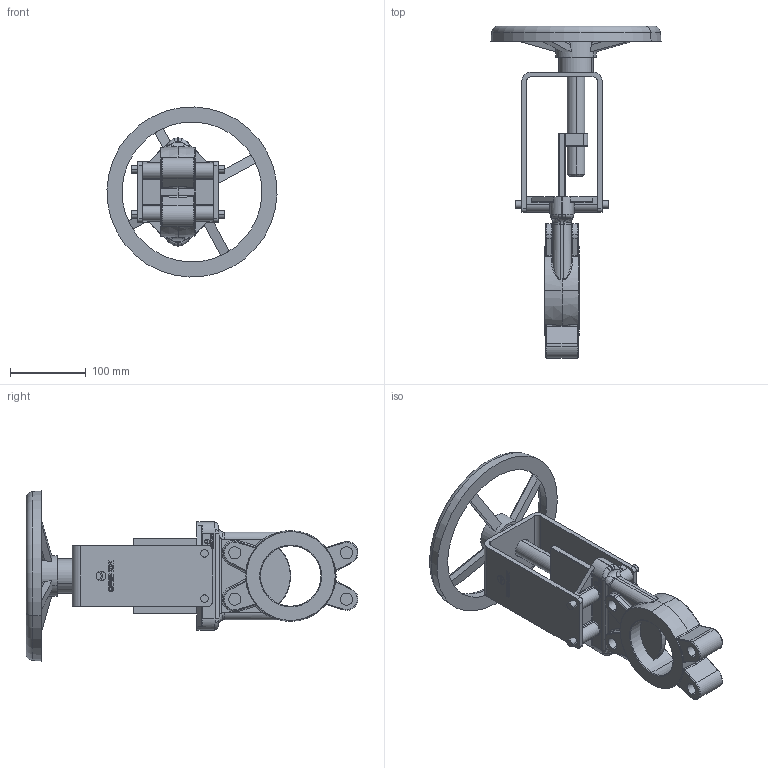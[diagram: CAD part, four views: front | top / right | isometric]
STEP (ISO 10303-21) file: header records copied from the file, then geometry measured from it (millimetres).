
FILE_DESCRIPTION (( 'STEP AP214' ), '1' );
FILE_NAME ('EB80_acci._volante HNA.STEP', '2008-11-17T14:13:17', ( 'user' ), ( '' ), 'SwSTEP 2.0', 'SolidWorks 2007', '' );
FILE_SCHEMA (( 'AUTOMOTIVE_DESIGN' ));
Length unit declared in the file: millimetre
Products named in the file (3): volante80_Predeterminado; cuerpoEB80_volante_Predeterminado; EB80_acci._volante HNA
Assembly tree (2 placements, depth 2):
  EB80_acci._volante HNA
    cuerpoEB80_volante_Predeterminado
    volante80_Predeterminado
Bounding box: 224.86 x 438.9 x 224.86 mm (x, y, z)
Volume: 1410724.5 mm3; surface area: 276982.2 mm2
Topology: 2 solids, 6 shells, 977 faces, 2478 edges, 1552 vertices
Faces by surface type: plane 549, cylinder 187, bspline 136, torus 70, sphere 22, cone 13
Entity records: 33091 total; most frequent: CARTESIAN_POINT 10479, ORIENTED_EDGE 4900, DIRECTION 4353, EDGE_CURVE 2450, VERTEX_POINT 1552, VECTOR 1535, LINE 1535, AXIS2_PLACEMENT_3D 1409
